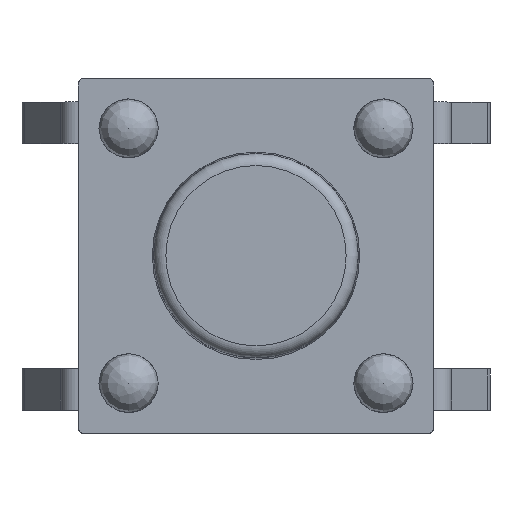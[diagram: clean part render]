
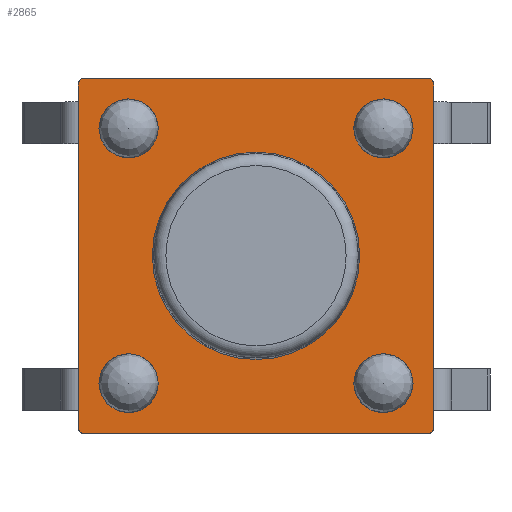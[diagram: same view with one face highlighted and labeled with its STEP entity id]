
A CAD part, top view. The second image highlights one B-rep face of the part: STEP entity #2865.
In plain terms, the highlighted planar face has unit normal (0, 0, 1).
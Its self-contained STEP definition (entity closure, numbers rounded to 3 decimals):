
#2735=CARTESIAN_POINT('',(0.,0.,3.5));
#2736=DIRECTION('',(0.,0.,1.));
#2737=DIRECTION('',(1.,0.,0.));
#2738=AXIS2_PLACEMENT_3D('',#2735,#2736,#2737);
#2739=PLANE('',#2738);
#2740=CARTESIAN_POINT('',(2.9,-3.,3.5));
#2741=VERTEX_POINT('',#2740);
#2742=CARTESIAN_POINT('',(3.,-2.9,3.5));
#2743=VERTEX_POINT('',#2742);
#2744=CARTESIAN_POINT('',(2.9,-2.9,3.5));
#2745=DIRECTION('',(0.,0.,1.));
#2746=DIRECTION('',(1.,0.,-0.));
#2747=AXIS2_PLACEMENT_3D('',#2744,#2745,#2746);
#2748=CIRCLE('',#2747,0.1);
#2749=EDGE_CURVE('',#2741,#2743,#2748,.T.);
#2750=ORIENTED_EDGE('',*,*,#2749,.T.);
#2751=CARTESIAN_POINT('',(3.,2.9,3.5));
#2752=VERTEX_POINT('',#2751);
#2753=CARTESIAN_POINT('',(3.,-2.9,3.5));
#2754=DIRECTION('',(0.,1.,0.));
#2755=VECTOR('',#2754,5.8);
#2756=LINE('',#2753,#2755);
#2757=EDGE_CURVE('',#2743,#2752,#2756,.T.);
#2758=ORIENTED_EDGE('',*,*,#2757,.T.);
#2759=CARTESIAN_POINT('',(2.9,3.,3.5));
#2760=VERTEX_POINT('',#2759);
#2761=CARTESIAN_POINT('',(2.9,2.9,3.5));
#2762=DIRECTION('',(0.,0.,1.));
#2763=DIRECTION('',(1.,0.,-0.));
#2764=AXIS2_PLACEMENT_3D('',#2761,#2762,#2763);
#2765=CIRCLE('',#2764,0.1);
#2766=EDGE_CURVE('',#2752,#2760,#2765,.T.);
#2767=ORIENTED_EDGE('',*,*,#2766,.T.);
#2768=CARTESIAN_POINT('',(-2.9,3.,3.5));
#2769=VERTEX_POINT('',#2768);
#2770=CARTESIAN_POINT('',(2.9,3.,3.5));
#2771=DIRECTION('',(-1.,-0.,0.));
#2772=VECTOR('',#2771,5.8);
#2773=LINE('',#2770,#2772);
#2774=EDGE_CURVE('',#2760,#2769,#2773,.T.);
#2775=ORIENTED_EDGE('',*,*,#2774,.T.);
#2776=CARTESIAN_POINT('',(-3.,2.9,3.5));
#2777=VERTEX_POINT('',#2776);
#2778=CARTESIAN_POINT('',(-2.9,2.9,3.5));
#2779=DIRECTION('',(0.,0.,1.));
#2780=DIRECTION('',(1.,0.,-0.));
#2781=AXIS2_PLACEMENT_3D('',#2778,#2779,#2780);
#2782=CIRCLE('',#2781,0.1);
#2783=EDGE_CURVE('',#2769,#2777,#2782,.T.);
#2784=ORIENTED_EDGE('',*,*,#2783,.T.);
#2785=CARTESIAN_POINT('',(-3.,-2.9,3.5));
#2786=VERTEX_POINT('',#2785);
#2787=CARTESIAN_POINT('',(-3.,2.9,3.5));
#2788=DIRECTION('',(-0.,-1.,-0.));
#2789=VECTOR('',#2788,5.8);
#2790=LINE('',#2787,#2789);
#2791=EDGE_CURVE('',#2777,#2786,#2790,.T.);
#2792=ORIENTED_EDGE('',*,*,#2791,.T.);
#2793=CARTESIAN_POINT('',(-2.9,-3.,3.5));
#2794=VERTEX_POINT('',#2793);
#2795=CARTESIAN_POINT('',(-2.9,-2.9,3.5));
#2796=DIRECTION('',(0.,0.,1.));
#2797=DIRECTION('',(1.,0.,-0.));
#2798=AXIS2_PLACEMENT_3D('',#2795,#2796,#2797);
#2799=CIRCLE('',#2798,0.1);
#2800=EDGE_CURVE('',#2786,#2794,#2799,.T.);
#2801=ORIENTED_EDGE('',*,*,#2800,.T.);
#2802=CARTESIAN_POINT('',(-2.9,-3.,3.5));
#2803=DIRECTION('',(1.,0.,-0.));
#2804=VECTOR('',#2803,5.8);
#2805=LINE('',#2802,#2804);
#2806=EDGE_CURVE('',#2794,#2741,#2805,.T.);
#2807=ORIENTED_EDGE('',*,*,#2806,.T.);
#2808=EDGE_LOOP('',(#2750,#2758,#2767,#2775,#2784,#2792,#2801,#2807));
#2809=FACE_BOUND('',#2808,.T.);
#2810=CARTESIAN_POINT('',(1.75,-0.,3.5));
#2811=VERTEX_POINT('',#2810);
#2812=CARTESIAN_POINT('',(0.,0.,3.5));
#2813=DIRECTION('',(-0.,-0.,-1.));
#2814=DIRECTION('',(1.,0.,-0.));
#2815=AXIS2_PLACEMENT_3D('',#2812,#2813,#2814);
#2816=CIRCLE('',#2815,1.75);
#2817=EDGE_CURVE('',#2811,#2811,#2816,.T.);
#2818=ORIENTED_EDGE('',*,*,#2817,.T.);
#2819=EDGE_LOOP('',(#2818));
#2820=FACE_BOUND('',#2819,.T.);
#2821=CARTESIAN_POINT('',(-1.75,2.15,3.5));
#2822=VERTEX_POINT('',#2821);
#2823=CARTESIAN_POINT('',(-2.15,2.15,3.5));
#2824=DIRECTION('',(-0.,-0.,-1.));
#2825=DIRECTION('',(1.,0.,-0.));
#2826=AXIS2_PLACEMENT_3D('',#2823,#2824,#2825);
#2827=CIRCLE('',#2826,0.4);
#2828=EDGE_CURVE('',#2822,#2822,#2827,.T.);
#2829=ORIENTED_EDGE('',*,*,#2828,.T.);
#2830=EDGE_LOOP('',(#2829));
#2831=FACE_BOUND('',#2830,.T.);
#2832=CARTESIAN_POINT('',(-1.75,-2.15,3.5));
#2833=VERTEX_POINT('',#2832);
#2834=CARTESIAN_POINT('',(-2.15,-2.15,3.5));
#2835=DIRECTION('',(-0.,-0.,-1.));
#2836=DIRECTION('',(1.,0.,-0.));
#2837=AXIS2_PLACEMENT_3D('',#2834,#2835,#2836);
#2838=CIRCLE('',#2837,0.4);
#2839=EDGE_CURVE('',#2833,#2833,#2838,.T.);
#2840=ORIENTED_EDGE('',*,*,#2839,.T.);
#2841=EDGE_LOOP('',(#2840));
#2842=FACE_BOUND('',#2841,.T.);
#2843=CARTESIAN_POINT('',(2.55,2.15,3.5));
#2844=VERTEX_POINT('',#2843);
#2845=CARTESIAN_POINT('',(2.15,2.15,3.5));
#2846=DIRECTION('',(-0.,-0.,-1.));
#2847=DIRECTION('',(1.,0.,-0.));
#2848=AXIS2_PLACEMENT_3D('',#2845,#2846,#2847);
#2849=CIRCLE('',#2848,0.4);
#2850=EDGE_CURVE('',#2844,#2844,#2849,.T.);
#2851=ORIENTED_EDGE('',*,*,#2850,.T.);
#2852=EDGE_LOOP('',(#2851));
#2853=FACE_BOUND('',#2852,.T.);
#2854=CARTESIAN_POINT('',(2.55,-2.15,3.5));
#2855=VERTEX_POINT('',#2854);
#2856=CARTESIAN_POINT('',(2.15,-2.15,3.5));
#2857=DIRECTION('',(-0.,-0.,-1.));
#2858=DIRECTION('',(1.,0.,-0.));
#2859=AXIS2_PLACEMENT_3D('',#2856,#2857,#2858);
#2860=CIRCLE('',#2859,0.4);
#2861=EDGE_CURVE('',#2855,#2855,#2860,.T.);
#2862=ORIENTED_EDGE('',*,*,#2861,.T.);
#2863=EDGE_LOOP('',(#2862));
#2864=FACE_BOUND('',#2863,.T.);
#2865=ADVANCED_FACE('',(#2809,#2820,#2831,#2842,#2853,#2864),#2739,.T.);
